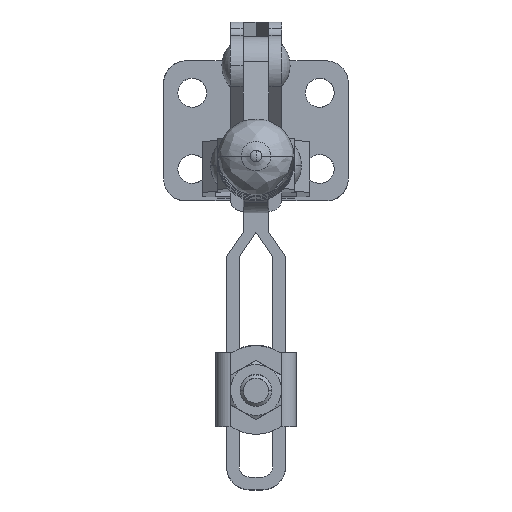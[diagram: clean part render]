
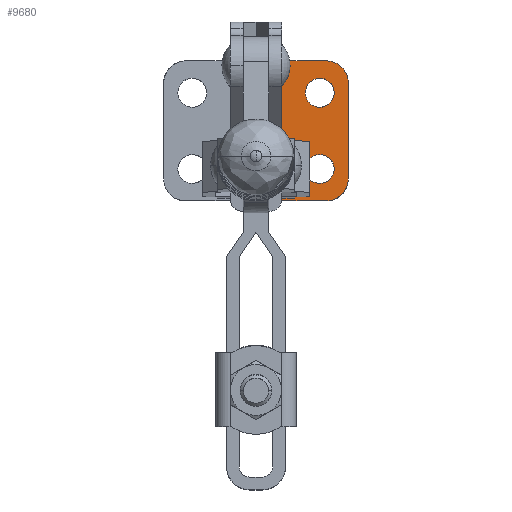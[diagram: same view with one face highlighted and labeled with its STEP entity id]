
A CAD part, top view. The second image highlights one B-rep face of the part: STEP entity #9680.
In plain terms, the highlighted planar face has unit normal (0, 0, 1).
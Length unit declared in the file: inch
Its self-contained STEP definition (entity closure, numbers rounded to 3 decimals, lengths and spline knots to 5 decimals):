
#4120=VERTEX_POINT('',#12101);
#4202=VERTEX_POINT('',#12191);
#4683=VERTEX_POINT('',#12712);
#4695=VERTEX_POINT('',#12724);
#4904=EDGE_CURVE('',#6979,#4202,#12955,.T.);
#5080=EDGE_CURVE('',#4695,#4683,#13148,.T.);
#5421=VERTEX_POINT('',#13516);
#5585=VERTEX_POINT('',#13696);
#5815=EDGE_CURVE('',#8501,#5421,#13948,.T.);
#6053=VERTEX_POINT('',#14209);
#6979=VERTEX_POINT('',#15212);
#7270=EDGE_CURVE('',#11489,#5585,#15527,.T.);
#7618=VERTEX_POINT('',#15900);
#8060=VERTEX_POINT('',#16371);
#8155=EDGE_CURVE('',#9866,#8060,#16478,.T.);
#8417=EDGE_CURVE('',#4202,#9866,#16757,.T.);
#8501=VERTEX_POINT('',#16854);
#8832=EDGE_CURVE('',#6053,#8060,#17219,.T.);
#9209=EDGE_CURVE('',#8501,#7618,#17622,.F.);
#9305=EDGE_CURVE('',#5421,#6979,#17725,.T.);
#9313=EDGE_CURVE('',#11489,#4120,#17733,.T.);
#9680=ADVANCED_FACE('',(#18135,#18136,#18137),#18138,.T.);
#9866=VERTEX_POINT('',#18339);
#10382=EDGE_CURVE('',#6053,#7618,#18911,.T.);
#10725=EDGE_CURVE('',#4695,#4683,#19278,.T.);
#11344=EDGE_CURVE('',#5585,#4120,#19953,.T.);
#11489=VERTEX_POINT('',#20114);
#12101=CARTESIAN_POINT('',(0.48425,-0.31299,0.12598));
#12191=CARTESIAN_POINT('',(0.90551,-1.15748,0.12598));
#12712=CARTESIAN_POINT('',(0.62598,-0.91929,0.12598));
#12724=CARTESIAN_POINT('',(0.62598,-1.20276,0.12598));
#12955=LINE('',#24300,#24301);
#13148=(B_SPLINE_CURVE(3,(#25090,#25091,#25092,#25093),.UNSPECIFIED.,.F.,.F.)B_SPLINE_CURVE_WITH_KNOTS((4,4),(3.14159,6.28319),.UNSPECIFIED.)RATIONAL_B_SPLINE_CURVE((1.0,0.333,0.333,1.0))BOUNDED_CURVE()REPRESENTATION_ITEM('')GEOMETRIC_REPRESENTATION_ITEM()CURVE());
#13516=CARTESIAN_POINT('',(0.84209,-0.06342,0.12598));
#13696=CARTESIAN_POINT('',(0.62598,-0.17126,0.12598));
#13948=(B_SPLINE_CURVE(3,(#28682,#28683,#28684,#28685),.UNSPECIFIED.,.F.,.F.)B_SPLINE_CURVE_WITH_KNOTS((4,4),(1.5708,2.35619),.UNSPECIFIED.)RATIONAL_B_SPLINE_CURVE((1.0,0.949,0.949,1.0))BOUNDED_CURVE()REPRESENTATION_ITEM('')GEOMETRIC_REPRESENTATION_ITEM()CURVE());
#14209=CARTESIAN_POINT('',(0.20472,-1.37402,0.12598));
#15212=CARTESIAN_POINT('',(0.90551,-0.21654,0.12598));
#15527=(B_SPLINE_CURVE(3,(#33468,#33469,#33470,#33471),.UNSPECIFIED.,.F.,.F.)B_SPLINE_CURVE_WITH_KNOTS((4,4),(-3.14159,0.0),.UNSPECIFIED.)RATIONAL_B_SPLINE_CURVE((1.0,0.333,0.333,1.0))BOUNDED_CURVE()REPRESENTATION_ITEM('')GEOMETRIC_REPRESENTATION_ITEM()CURVE());
#15900=CARTESIAN_POINT('',(0.20472,0.,0.12598));
#16371=CARTESIAN_POINT('',(0.68898,-1.37402,0.12598));
#16478=(B_SPLINE_CURVE(3,(#37771,#37772,#37773,#37774),.UNSPECIFIED.,.F.,.F.)B_SPLINE_CURVE_WITH_KNOTS((4,4),(3.92699,4.71239),.UNSPECIFIED.)RATIONAL_B_SPLINE_CURVE((1.0,0.949,0.949,1.0))BOUNDED_CURVE()REPRESENTATION_ITEM('')GEOMETRIC_REPRESENTATION_ITEM()CURVE());
#16757=(B_SPLINE_CURVE(3,(#38395,#38396,#38397,#38398),.UNSPECIFIED.,.F.,.F.)B_SPLINE_CURVE_WITH_KNOTS((4,4),(3.14159,3.92699),.UNSPECIFIED.)RATIONAL_B_SPLINE_CURVE((1.0,0.949,0.949,1.0))BOUNDED_CURVE()REPRESENTATION_ITEM('')GEOMETRIC_REPRESENTATION_ITEM()CURVE());
#16854=CARTESIAN_POINT('',(0.68898,0.,0.12598));
#17219=LINE('',#40231,#40232);
#17622=LINE('',#41528,#41529);
#17725=(B_SPLINE_CURVE(3,(#41746,#41747,#41748,#41749),.UNSPECIFIED.,.F.,.F.)B_SPLINE_CURVE_WITH_KNOTS((4,4),(2.35619,3.14159),.UNSPECIFIED.)RATIONAL_B_SPLINE_CURVE((1.0,0.949,0.949,1.0))BOUNDED_CURVE()REPRESENTATION_ITEM('')GEOMETRIC_REPRESENTATION_ITEM()CURVE());
#17733=(B_SPLINE_CURVE(3,(#41765,#41766,#41767,#41768),.UNSPECIFIED.,.F.,.F.)B_SPLINE_CURVE_WITH_KNOTS((4,4),(4.71239,6.28319),.UNSPECIFIED.)RATIONAL_B_SPLINE_CURVE((1.0,0.805,0.805,1.0))BOUNDED_CURVE()REPRESENTATION_ITEM('')GEOMETRIC_REPRESENTATION_ITEM()CURVE());
#18135=FACE_OUTER_BOUND('',#42941,.T.);
#18136=FACE_BOUND('',#42942,.T.);
#18137=FACE_BOUND('',#42943,.T.);
#18138=PLANE('',#42944);
#18339=CARTESIAN_POINT('',(0.84209,-1.31059,0.12598));
#18911=B_SPLINE_CURVE_WITH_KNOTS('',1,(#45173,#45174),.UNSPECIFIED.,.F.,.F.,(2,2),(0.0,0.0349),.UNSPECIFIED.);
#19278=(B_SPLINE_CURVE(3,(#46318,#46319,#46320,#46321),.UNSPECIFIED.,.F.,.F.)B_SPLINE_CURVE_WITH_KNOTS((4,4),(-3.14159,0.0),.UNSPECIFIED.)RATIONAL_B_SPLINE_CURVE((1.0,0.333,0.333,1.0))BOUNDED_CURVE()REPRESENTATION_ITEM('')GEOMETRIC_REPRESENTATION_ITEM()CURVE());
#19953=(B_SPLINE_CURVE(3,(#47920,#47921,#47922,#47923),.UNSPECIFIED.,.F.,.F.)B_SPLINE_CURVE_WITH_KNOTS((4,4),(-1.5708,0.0),.UNSPECIFIED.)RATIONAL_B_SPLINE_CURVE((1.0,0.805,0.805,1.0))BOUNDED_CURVE()REPRESENTATION_ITEM('')GEOMETRIC_REPRESENTATION_ITEM()CURVE());
#20114=CARTESIAN_POINT('',(0.62598,-0.45472,0.12598));
#24300=CARTESIAN_POINT('',(0.90551,-1.26575,0.12598));
#24301=VECTOR('',#50654,1.0);
#25090=CARTESIAN_POINT('',(0.62598,-1.20276,0.12598));
#25091=CARTESIAN_POINT('',(0.34252,-1.20276,0.12598));
#25092=CARTESIAN_POINT('',(0.34252,-0.91929,0.12598));
#25093=CARTESIAN_POINT('',(0.62598,-0.91929,0.12598));
#28682=CARTESIAN_POINT('',(0.68898,0.0,0.12598));
#28683=CARTESIAN_POINT('',(0.74717,0.,0.12598));
#28684=CARTESIAN_POINT('',(0.80094,-0.02227,0.12598));
#28685=CARTESIAN_POINT('',(0.84209,-0.06342,0.12598));
#33468=CARTESIAN_POINT('',(0.62598,-0.45472,0.12598));
#33469=CARTESIAN_POINT('',(0.90945,-0.45472,0.12598));
#33470=CARTESIAN_POINT('',(0.90945,-0.17126,0.12598));
#33471=CARTESIAN_POINT('',(0.62598,-0.17126,0.12598));
#37771=CARTESIAN_POINT('',(0.84209,-1.31059,0.12598));
#37772=CARTESIAN_POINT('',(0.80094,-1.35174,0.12598));
#37773=CARTESIAN_POINT('',(0.74717,-1.37402,0.12598));
#37774=CARTESIAN_POINT('',(0.68898,-1.37402,0.12598));
#38395=CARTESIAN_POINT('',(0.90551,-1.15748,0.12598));
#38396=CARTESIAN_POINT('',(0.90551,-1.21568,0.12598));
#38397=CARTESIAN_POINT('',(0.88324,-1.26944,0.12598));
#38398=CARTESIAN_POINT('',(0.84209,-1.31059,0.12598));
#40231=CARTESIAN_POINT('',(-0.24213,-1.37402,0.12598));
#40232=VECTOR('',#54705,1.0);
#41528=CARTESIAN_POINT('',(0.10822,0.,0.12598));
#41529=VECTOR('',#55067,1.0);
#41746=CARTESIAN_POINT('',(0.84209,-0.06342,0.12598));
#41747=CARTESIAN_POINT('',(0.88324,-0.10457,0.12598));
#41748=CARTESIAN_POINT('',(0.90551,-0.15834,0.12598));
#41749=CARTESIAN_POINT('',(0.90551,-0.21654,0.12598));
#41765=CARTESIAN_POINT('',(0.62598,-0.45472,0.12598));
#41766=CARTESIAN_POINT('',(0.54296,-0.45472,0.12598));
#41767=CARTESIAN_POINT('',(0.48425,-0.39602,0.12598));
#41768=CARTESIAN_POINT('',(0.48425,-0.31299,0.12598));
#42941=EDGE_LOOP('',(#55622,#55623,#55624,#55625,#55626,#55627,#55628,#55629));
#42942=EDGE_LOOP('',(#55630,#55631,#55632));
#42943=EDGE_LOOP('',(#55633,#55634));
#42944=AXIS2_PLACEMENT_3D('',#55635,#55636,#55637);
#45173=CARTESIAN_POINT('',(0.20472,-1.37402,0.12598));
#45174=CARTESIAN_POINT('',(0.20472,0.0,0.12598));
#46318=CARTESIAN_POINT('',(0.62598,-1.20276,0.12598));
#46319=CARTESIAN_POINT('',(0.90945,-1.20276,0.12598));
#46320=CARTESIAN_POINT('',(0.90945,-0.91929,0.12598));
#46321=CARTESIAN_POINT('',(0.62598,-0.91929,0.12598));
#47920=CARTESIAN_POINT('',(0.62598,-0.17126,0.12598));
#47921=CARTESIAN_POINT('',(0.54296,-0.17126,0.12598));
#47922=CARTESIAN_POINT('',(0.48425,-0.22997,0.12598));
#47923=CARTESIAN_POINT('',(0.48425,-0.31299,0.12598));
#50654=DIRECTION('',(0.,-1.0,0.0));
#54705=DIRECTION('',(1.0,0.,0.));
#55067=DIRECTION('',(1.0,0.,0.));
#55622=ORIENTED_EDGE('',*,*,#10382,.F.);
#55623=ORIENTED_EDGE('',*,*,#8832,.T.);
#55624=ORIENTED_EDGE('',*,*,#8155,.F.);
#55625=ORIENTED_EDGE('',*,*,#8417,.F.);
#55626=ORIENTED_EDGE('',*,*,#4904,.F.);
#55627=ORIENTED_EDGE('',*,*,#9305,.F.);
#55628=ORIENTED_EDGE('',*,*,#5815,.F.);
#55629=ORIENTED_EDGE('',*,*,#9209,.T.);
#55630=ORIENTED_EDGE('',*,*,#7270,.F.);
#55631=ORIENTED_EDGE('',*,*,#9313,.T.);
#55632=ORIENTED_EDGE('',*,*,#11344,.F.);
#55633=ORIENTED_EDGE('',*,*,#10725,.F.);
#55634=ORIENTED_EDGE('',*,*,#5080,.T.);
#55635=CARTESIAN_POINT('',(0.20472,-1.37402,0.12598));
#55636=DIRECTION('',(0.,0.,1.0));
#55637=DIRECTION('',(1.0,0.,0.));
